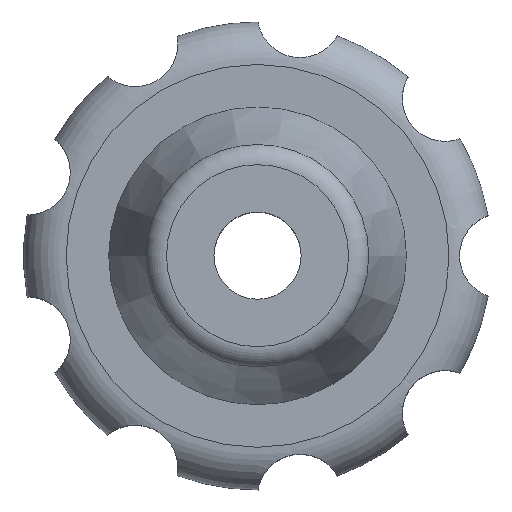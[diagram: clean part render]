
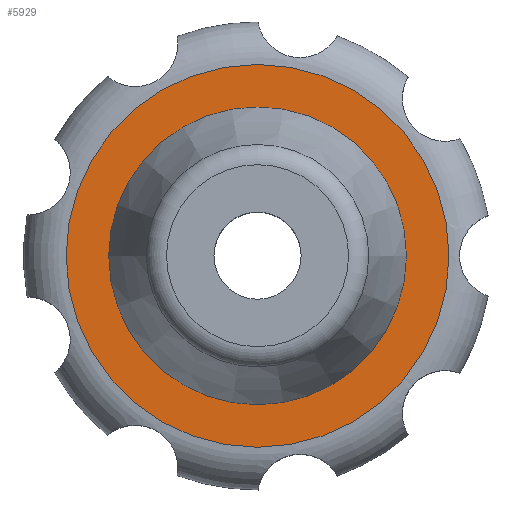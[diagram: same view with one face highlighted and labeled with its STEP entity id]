
A CAD part, top view. The second image highlights one B-rep face of the part: STEP entity #5929.
In plain terms, the highlighted planar face has unit normal (0, 0, 1).
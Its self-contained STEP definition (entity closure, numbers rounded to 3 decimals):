
#100 = TOROIDAL_SURFACE('',#101,9.,2.);
#101 = AXIS2_PLACEMENT_3D('',#102,#103,#104);
#102 = CARTESIAN_POINT('',(0.,0.,4.));
#103 = DIRECTION('',(0.,0.,1.));
#104 = DIRECTION('',(1.,0.,0.));
#3198 = VERTEX_POINT('',#3199);
#3199 = CARTESIAN_POINT('',(9.,0.,6.));
#3219 = EDGE_CURVE('',#3198,#3198,#3220,.T.);
#3220 = SURFACE_CURVE('',#3221,(#3226,#3233),.PCURVE_S1.);
#3221 = CIRCLE('',#3222,9.);
#3222 = AXIS2_PLACEMENT_3D('',#3223,#3224,#3225);
#3223 = CARTESIAN_POINT('',(0.,0.,6.));
#3224 = DIRECTION('',(0.,0.,1.));
#3225 = DIRECTION('',(1.,0.,0.));
#3226 = PCURVE('',#100,#3227);
#3227 = DEFINITIONAL_REPRESENTATION('',(#3228),#3232);
#3228 = LINE('',#3229,#3230);
#3229 = CARTESIAN_POINT('',(0.,1.571));
#3230 = VECTOR('',#3231,1.);
#3231 = DIRECTION('',(1.,0.));
#3232 = ( GEOMETRIC_REPRESENTATION_CONTEXT(2) 
PARAMETRIC_REPRESENTATION_CONTEXT() REPRESENTATION_CONTEXT('2D SPACE',''
  ) );
#3233 = PCURVE('',#3234,#3239);
#3234 = PLANE('',#3235);
#3235 = AXIS2_PLACEMENT_3D('',#3236,#3237,#3238);
#3236 = CARTESIAN_POINT('',(0.,0.,6.));
#3237 = DIRECTION('',(0.,0.,1.));
#3238 = DIRECTION('',(1.,0.,0.));
#3239 = DEFINITIONAL_REPRESENTATION('',(#3240),#3244);
#3240 = CIRCLE('',#3241,9.);
#3241 = AXIS2_PLACEMENT_2D('',#3242,#3243);
#3242 = CARTESIAN_POINT('',(0.,0.));
#3243 = DIRECTION('',(1.,0.));
#3244 = ( GEOMETRIC_REPRESENTATION_CONTEXT(2) 
PARAMETRIC_REPRESENTATION_CONTEXT() REPRESENTATION_CONTEXT('2D SPACE',''
  ) );
#5929 = ADVANCED_FACE('',(#5930,#5933),#3234,.T.);
#5930 = FACE_BOUND('',#5931,.T.);
#5931 = EDGE_LOOP('',(#5932));
#5932 = ORIENTED_EDGE('',*,*,#3219,.T.);
#5933 = FACE_BOUND('',#5934,.T.);
#5934 = EDGE_LOOP('',(#5935));
#5935 = ORIENTED_EDGE('',*,*,#5936,.F.);
#5936 = EDGE_CURVE('',#5937,#5937,#5939,.T.);
#5937 = VERTEX_POINT('',#5938);
#5938 = CARTESIAN_POINT('',(7.,0.,6.));
#5939 = SURFACE_CURVE('',#5940,(#5945,#5952),.PCURVE_S1.);
#5940 = CIRCLE('',#5941,7.);
#5941 = AXIS2_PLACEMENT_3D('',#5942,#5943,#5944);
#5942 = CARTESIAN_POINT('',(0.,0.,6.));
#5943 = DIRECTION('',(0.,0.,1.));
#5944 = DIRECTION('',(1.,0.,0.));
#5945 = PCURVE('',#3234,#5946);
#5946 = DEFINITIONAL_REPRESENTATION('',(#5947),#5951);
#5947 = CIRCLE('',#5948,7.);
#5948 = AXIS2_PLACEMENT_2D('',#5949,#5950);
#5949 = CARTESIAN_POINT('',(0.,0.));
#5950 = DIRECTION('',(1.,0.));
#5951 = ( GEOMETRIC_REPRESENTATION_CONTEXT(2) 
PARAMETRIC_REPRESENTATION_CONTEXT() REPRESENTATION_CONTEXT('2D SPACE',''
  ) );
#5952 = PCURVE('',#5953,#5958);
#5953 = CONICAL_SURFACE('',#5954,7.,0.322);
#5954 = AXIS2_PLACEMENT_3D('',#5955,#5956,#5957);
#5955 = CARTESIAN_POINT('',(0.,0.,6.));
#5956 = DIRECTION('',(-0.,-0.,-1.));
#5957 = DIRECTION('',(1.,0.,0.));
#5958 = DEFINITIONAL_REPRESENTATION('',(#5959),#5963);
#5959 = LINE('',#5960,#5961);
#5960 = CARTESIAN_POINT('',(-0.,-0.));
#5961 = VECTOR('',#5962,1.);
#5962 = DIRECTION('',(-1.,-0.));
#5963 = ( GEOMETRIC_REPRESENTATION_CONTEXT(2) 
PARAMETRIC_REPRESENTATION_CONTEXT() REPRESENTATION_CONTEXT('2D SPACE',''
  ) );
